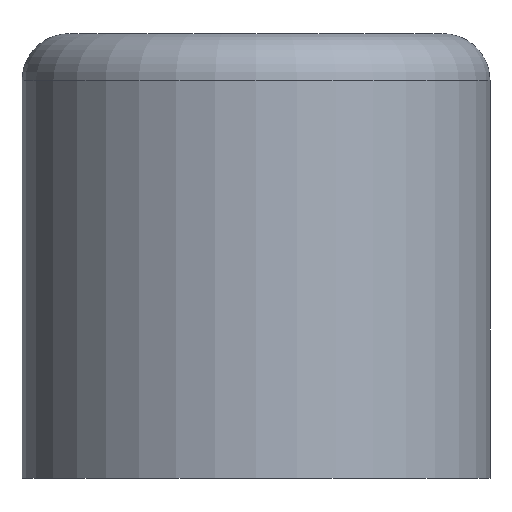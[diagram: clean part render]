
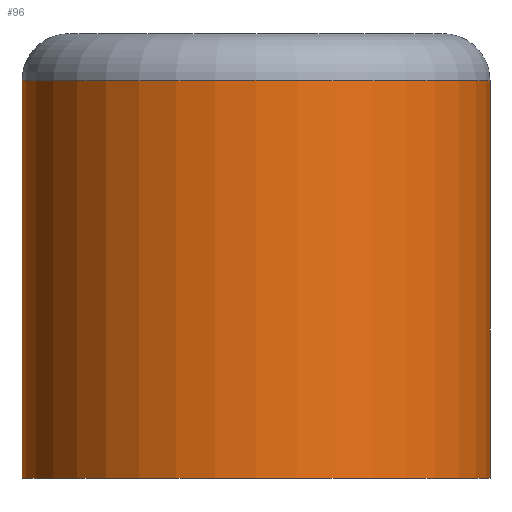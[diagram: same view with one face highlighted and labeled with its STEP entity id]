
A CAD part, left-side view. The second image highlights one B-rep face of the part: STEP entity #96.
In plain terms, the highlighted cylindrical face has radius 10 mm (diameter 20 mm), a full revolution.
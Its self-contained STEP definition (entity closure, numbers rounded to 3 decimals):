
#16=LINE('',#172,#21);
#21=VECTOR('',#144,10.);
#26=CYLINDRICAL_SURFACE('',#120,10.);
#34=FACE_OUTER_BOUND('',#41,.T.);
#41=EDGE_LOOP('',(#76,#77,#78,#79));
#49=CIRCLE('',#118,10.);
#50=CIRCLE('',#121,10.);
#54=VERTEX_POINT('',#165);
#55=VERTEX_POINT('',#170);
#62=EDGE_CURVE('',#54,#54,#49,.T.);
#63=EDGE_CURVE('',#55,#55,#50,.T.);
#64=EDGE_CURVE('',#55,#54,#16,.T.);
#76=ORIENTED_EDGE('',*,*,#63,.F.);
#77=ORIENTED_EDGE('',*,*,#64,.T.);
#78=ORIENTED_EDGE('',*,*,#62,.F.);
#79=ORIENTED_EDGE('',*,*,#64,.F.);
#96=ADVANCED_FACE('',(#34),#26,.T.);
#118=AXIS2_PLACEMENT_3D('',#167,#136,#137);
#120=AXIS2_PLACEMENT_3D('',#169,#140,#141);
#121=AXIS2_PLACEMENT_3D('',#171,#142,#143);
#136=DIRECTION('center_axis',(0.,0.,1.));
#137=DIRECTION('ref_axis',(1.,0.,0.));
#140=DIRECTION('center_axis',(0.,0.,-1.));
#141=DIRECTION('ref_axis',(1.,0.,0.));
#142=DIRECTION('center_axis',(0.,0.,-1.));
#143=DIRECTION('ref_axis',(1.,0.,0.));
#144=DIRECTION('',(0.,0.,1.));
#165=CARTESIAN_POINT('',(-10.,0.,8.));
#167=CARTESIAN_POINT('Origin',(0.,0.,8.));
#169=CARTESIAN_POINT('Origin',(0.,0.,0.));
#170=CARTESIAN_POINT('',(-10.,0.,-9.));
#171=CARTESIAN_POINT('Origin',(0.,0.,-9.));
#172=CARTESIAN_POINT('',(-10.,0.,0.));
